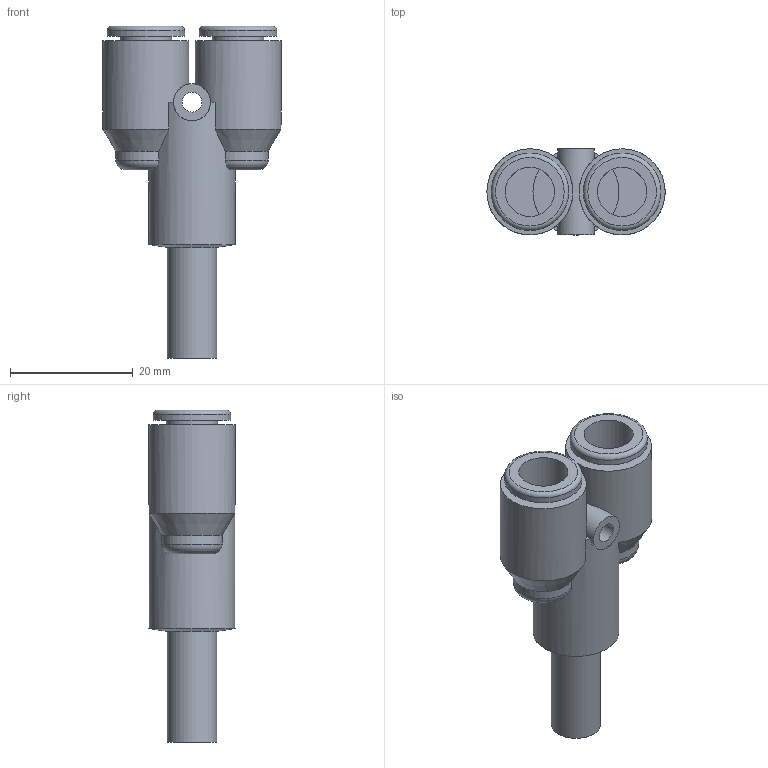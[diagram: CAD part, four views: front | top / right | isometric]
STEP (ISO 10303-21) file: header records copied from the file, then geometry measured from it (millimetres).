
FILE_DESCRIPTION(( 'RT.30.08.08.STP' ), '1');
FILE_NAME( 'RT.30.08.08.STP', '2018-11-13T11:37:04',( 'Sopra'),('sopra-pneumatic.com'), 'SwSTEP 2.0','SolidWorks 2009','' );
FILE_SCHEMA (('AUTOMOTIVE_DESIGN { 1 0 10303 214 1 1 1 1 }'));
Length unit declared in the file: millimetre
Bounding box: 29 x 14 x 54 mm (x, y, z)
Volume: 7655.4 mm3; surface area: 5704.2 mm2
Topology: 3 solids, 3 shells, 48 faces, 115 edges, 78 vertices
Faces by surface type: plane 22, cylinder 19, torus 4, cone 3
Full cylindrical faces by diameter (mm): 3.2 x1, 5.8 x1, 8 x3, 8.388 x4, 12.6 x2, 14 x3
Entity records: 3006 total; most frequent: CARTESIAN_POINT 962, DIRECTION 238, PRESENTATION_STYLE_ASSIGNMENT 193, COLOUR_RGB 191, DRAUGHTING_PRE_DEFINED_CURVE_FONT 190, CURVE_STYLE 190, OVER_RIDING_STYLED_ITEM 190, ORIENTED_EDGE 190
